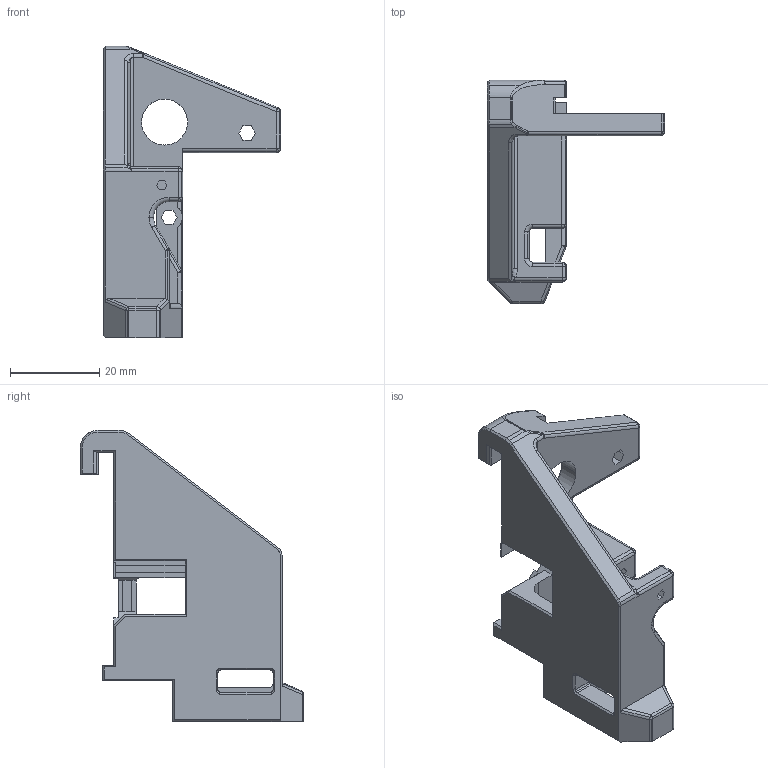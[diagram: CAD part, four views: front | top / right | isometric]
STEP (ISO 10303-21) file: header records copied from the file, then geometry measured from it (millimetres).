
FILE_DESCRIPTION(('STEP AP214'),'1');
FILE_NAME('Ender5MountV7Alt.stp','2022-04-05T06:03:51',(' '),(' '),'Spatial InterOp 3D',' ',' ');
FILE_SCHEMA(('automotive_design'));
Length unit declared in the file: inch
Products named in the file (2): 1; 2
Bounding box: 39.71 x 50.09 x 65.34 mm (x, y, z)
Volume: 18660.3 mm3; surface area: 10006.6 mm2
Topology: 2 solids, 2 shells, 435 faces, 1124 edges, 686 vertices
Faces by surface type: cylinder 181, plane 167, sphere 32, bspline 21, torus 18, cone 16
Entity records: 24110 total; most frequent: CARTESIAN_POINT 9875, DIRECTION 2308, ORIENTED_EDGE 2234, EDGE_CURVE 1117, AXIS2_PLACEMENT_3D 832, VERTEX_POINT 686, LINE 644, VECTOR 644
